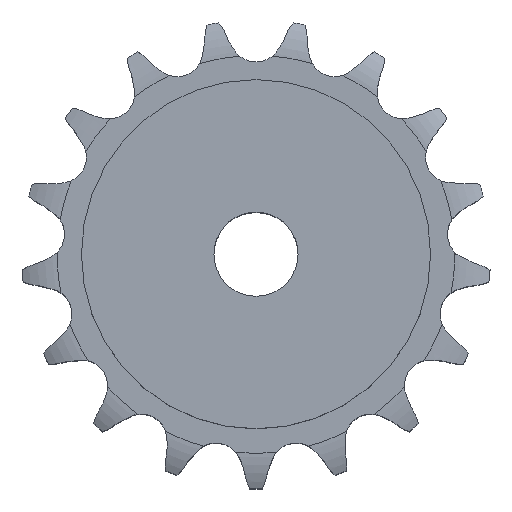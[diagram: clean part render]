
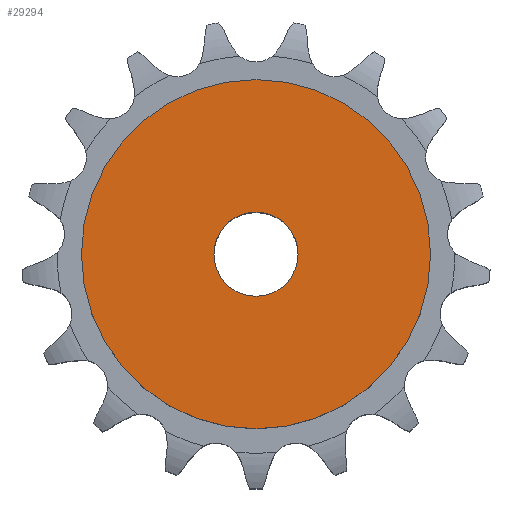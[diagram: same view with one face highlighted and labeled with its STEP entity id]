
A CAD part, top view. The second image highlights one B-rep face of the part: STEP entity #29294.
In plain terms, the highlighted planar face has unit normal (0, 0, 1).
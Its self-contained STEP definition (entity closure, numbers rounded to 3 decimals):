
#15818 = CYLINDRICAL_SURFACE('',#15819,10.);
#15819 = AXIS2_PLACEMENT_3D('',#15820,#15821,#15822);
#15820 = CARTESIAN_POINT('',(0.,0.,188.108));
#15821 = DIRECTION('',(0.,0.,1.));
#15822 = DIRECTION('',(1.,0.,0.));
#20123 = EDGE_CURVE('',#20124,#20124,#20126,.T.);
#20124 = VERTEX_POINT('',#20125);
#20125 = CARTESIAN_POINT('',(10.,0.,70.));
#20126 = SURFACE_CURVE('',#20127,(#20132,#20139),.PCURVE_S1.);
#20127 = CIRCLE('',#20128,10.);
#20128 = AXIS2_PLACEMENT_3D('',#20129,#20130,#20131);
#20129 = CARTESIAN_POINT('',(0.,0.,70.));
#20130 = DIRECTION('',(0.,0.,1.));
#20131 = DIRECTION('',(1.,0.,0.));
#20132 = PCURVE('',#15818,#20133);
#20133 = DEFINITIONAL_REPRESENTATION('',(#20134),#20138);
#20134 = LINE('',#20135,#20136);
#20135 = CARTESIAN_POINT('',(0.,-118.108));
#20136 = VECTOR('',#20137,1.);
#20137 = DIRECTION('',(1.,0.));
#20138 = ( GEOMETRIC_REPRESENTATION_CONTEXT(2) 
PARAMETRIC_REPRESENTATION_CONTEXT() REPRESENTATION_CONTEXT('2D SPACE',''
  ) );
#20139 = PCURVE('',#20140,#20145);
#20140 = PLANE('',#20141);
#20141 = AXIS2_PLACEMENT_3D('',#20142,#20143,#20144);
#20142 = CARTESIAN_POINT('',(0.,0.,70.)
  );
#20143 = DIRECTION('',(0.,0.,1.));
#20144 = DIRECTION('',(1.,0.,0.));
#20145 = DEFINITIONAL_REPRESENTATION('',(#20146),#20150);
#20146 = CIRCLE('',#20147,10.);
#20147 = AXIS2_PLACEMENT_2D('',#20148,#20149);
#20148 = CARTESIAN_POINT('',(0.,0.));
#20149 = DIRECTION('',(1.,0.));
#20150 = ( GEOMETRIC_REPRESENTATION_CONTEXT(2) 
PARAMETRIC_REPRESENTATION_CONTEXT() REPRESENTATION_CONTEXT('2D SPACE',''
  ) );
#29294 = ADVANCED_FACE('',(#29295,#29326),#20140,.T.);
#29295 = FACE_BOUND('',#29296,.T.);
#29296 = EDGE_LOOP('',(#29297));
#29297 = ORIENTED_EDGE('',*,*,#29298,.T.);
#29298 = EDGE_CURVE('',#29299,#29299,#29301,.T.);
#29299 = VERTEX_POINT('',#29300);
#29300 = CARTESIAN_POINT('',(41.5,0.,70.));
#29301 = SURFACE_CURVE('',#29302,(#29307,#29314),.PCURVE_S1.);
#29302 = CIRCLE('',#29303,41.5);
#29303 = AXIS2_PLACEMENT_3D('',#29304,#29305,#29306);
#29304 = CARTESIAN_POINT('',(0.,0.,70.));
#29305 = DIRECTION('',(0.,0.,1.));
#29306 = DIRECTION('',(1.,0.,0.));
#29307 = PCURVE('',#20140,#29308);
#29308 = DEFINITIONAL_REPRESENTATION('',(#29309),#29313);
#29309 = CIRCLE('',#29310,41.5);
#29310 = AXIS2_PLACEMENT_2D('',#29311,#29312);
#29311 = CARTESIAN_POINT('',(0.,0.));
#29312 = DIRECTION('',(1.,0.));
#29313 = ( GEOMETRIC_REPRESENTATION_CONTEXT(2) 
PARAMETRIC_REPRESENTATION_CONTEXT() REPRESENTATION_CONTEXT('2D SPACE',''
  ) );
#29314 = PCURVE('',#29315,#29320);
#29315 = CYLINDRICAL_SURFACE('',#29316,41.5);
#29316 = AXIS2_PLACEMENT_3D('',#29317,#29318,#29319);
#29317 = CARTESIAN_POINT('',(0.,0.,0.));
#29318 = DIRECTION('',(-0.,-0.,-1.));
#29319 = DIRECTION('',(1.,0.,0.));
#29320 = DEFINITIONAL_REPRESENTATION('',(#29321),#29325);
#29321 = LINE('',#29322,#29323);
#29322 = CARTESIAN_POINT('',(-0.,-70.));
#29323 = VECTOR('',#29324,1.);
#29324 = DIRECTION('',(-1.,0.));
#29325 = ( GEOMETRIC_REPRESENTATION_CONTEXT(2) 
PARAMETRIC_REPRESENTATION_CONTEXT() REPRESENTATION_CONTEXT('2D SPACE',''
  ) );
#29326 = FACE_BOUND('',#29327,.T.);
#29327 = EDGE_LOOP('',(#29328));
#29328 = ORIENTED_EDGE('',*,*,#20123,.F.);
